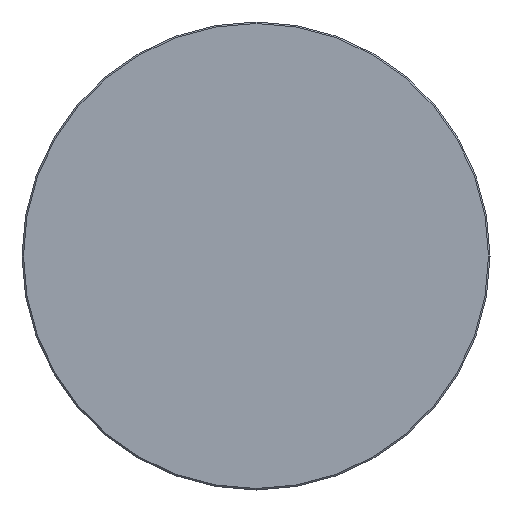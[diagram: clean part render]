
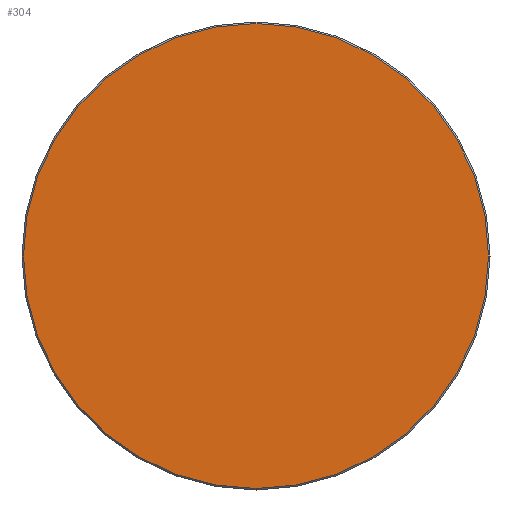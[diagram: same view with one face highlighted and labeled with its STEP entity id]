
A CAD part, left-side view. The second image highlights one B-rep face of the part: STEP entity #304.
In plain terms, the highlighted planar face has unit normal (-1, 0, 0).
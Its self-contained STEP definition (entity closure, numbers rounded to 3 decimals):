
#21 = EDGE_CURVE ( 'NONE', #1071, #288, #918, .T. ) ;
#38 = CARTESIAN_POINT ( 'NONE',  ( 0., 0., 46.7 ) ) ;
#88 = ORIENTED_EDGE ( 'NONE', *, *, #786, .T. ) ;
#100 = PLANE ( 'NONE',  #129 ) ;
#129 = AXIS2_PLACEMENT_3D ( 'NONE', #204, #443, #979 ) ;
#171 = EDGE_LOOP ( 'NONE', ( #88, #717 ) ) ;
#204 = CARTESIAN_POINT ( 'NONE',  ( 0., 0., 0. ) ) ;
#288 = VERTEX_POINT ( 'NONE', #718 ) ;
#304 = ADVANCED_FACE ( 'NONE', ( #349 ), #100, .F. ) ;
#343 = AXIS2_PLACEMENT_3D ( 'NONE', #494, #1077, #497 ) ;
#349 = FACE_OUTER_BOUND ( 'NONE', #171, .T. ) ;
#416 = DIRECTION ( 'NONE',  ( 0., 0., 1. ) ) ;
#443 = DIRECTION ( 'NONE',  ( 1., 0., 0. ) ) ;
#494 = CARTESIAN_POINT ( 'NONE',  ( 0., 0., 0. ) ) ;
#497 = DIRECTION ( 'NONE',  ( 0., 0., 1. ) ) ;
#555 = AXIS2_PLACEMENT_3D ( 'NONE', #657, #1008, #416 ) ;
#657 = CARTESIAN_POINT ( 'NONE',  ( 0., 0., 0. ) ) ;
#717 = ORIENTED_EDGE ( 'NONE', *, *, #21, .T. ) ;
#718 = CARTESIAN_POINT ( 'NONE',  ( 0., 0., -46.7 ) ) ;
#786 = EDGE_CURVE ( 'NONE', #288, #1071, #1097, .T. ) ;
#918 = CIRCLE ( 'NONE', #555, 46.7 ) ;
#979 = DIRECTION ( 'NONE',  ( 0., 0., -1. ) ) ;
#1008 = DIRECTION ( 'NONE',  ( -1., 0., 0. ) ) ;
#1071 = VERTEX_POINT ( 'NONE', #38 ) ;
#1077 = DIRECTION ( 'NONE',  ( -1., 0., 0. ) ) ;
#1097 = CIRCLE ( 'NONE', #343, 46.7 ) ;
